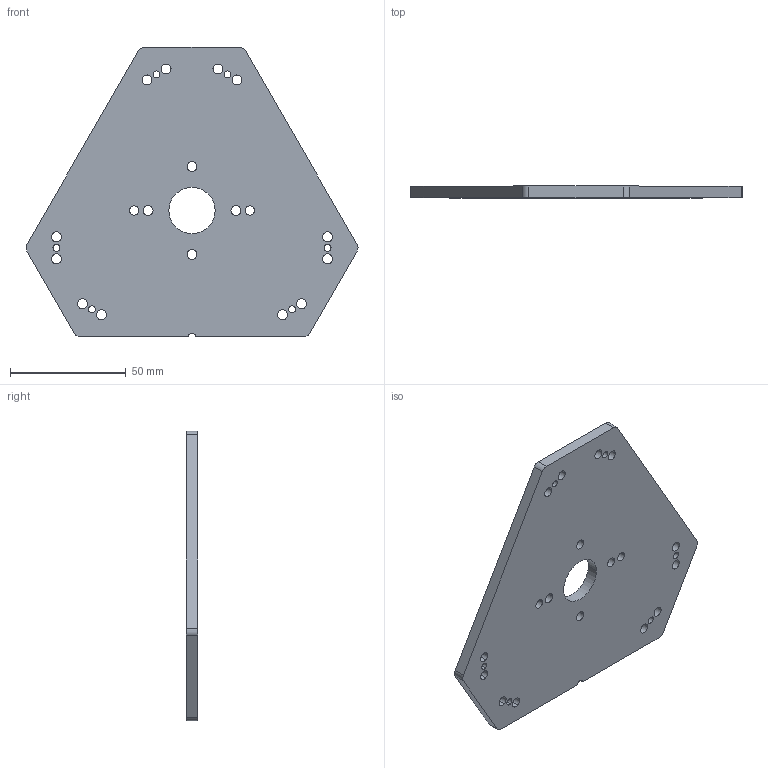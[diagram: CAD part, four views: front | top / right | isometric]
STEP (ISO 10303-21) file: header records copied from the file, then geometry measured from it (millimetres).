
FILE_DESCRIPTION((''),'2;1');
FILE_NAME('MG0020A0','2025-05-07T17:52:34',('sduddu'),(''),'CREO PARAMETRIC BY PTC INC, 2023014','CREO PARAMETRIC BY PTC INC, 2023014','');
FILE_SCHEMA(('AUTOMOTIVE_DESIGN { 1 0 10303 214 1 1 1 1 }'));
Length unit declared in the file: millimetre
Products named in the file (1): MG0020A0
Bounding box: 143.56 x 5 x 125.13 mm (x, y, z)
Volume: 61361.1 mm3; surface area: 28513.9 mm2
Topology: 1 solids, 1 shells, 66 faces, 192 edges, 128 vertices
Faces by surface type: cylinder 57, plane 9
Entity records: 3369 total; most frequent: DIRECTION 493, CARTESIAN_POINT 437, ORIENTED_EDGE 384, PRESENTATION_STYLE_ASSIGNMENT 221, STYLED_ITEM 221, CURVE_STYLE 219, AXIS2_PLACEMENT_3D 193, EDGE_CURVE 192
